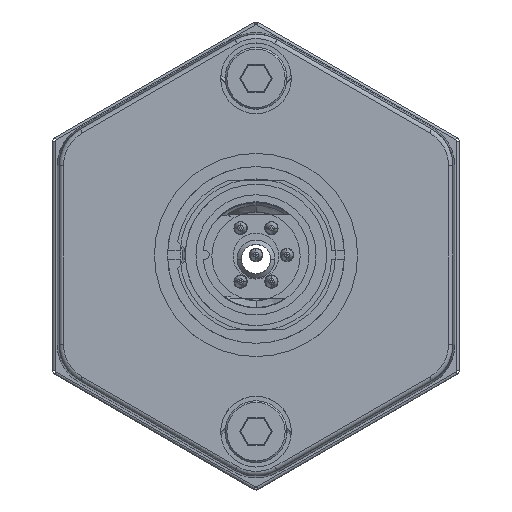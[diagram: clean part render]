
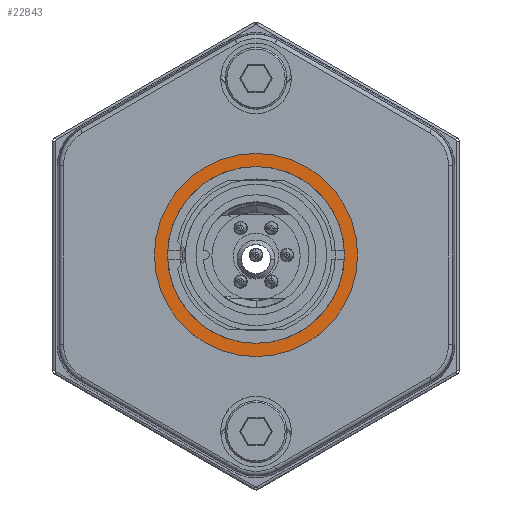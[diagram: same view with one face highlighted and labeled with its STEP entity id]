
A CAD part, top view. The second image highlights one B-rep face of the part: STEP entity #22843.
In plain terms, the highlighted planar face has unit normal (0, 0, 1).
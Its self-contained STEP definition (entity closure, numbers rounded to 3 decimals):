
#756 = CARTESIAN_POINT ( 'NONE',  ( 0., 0., 59.3 ) ) ;
#1953 = AXIS2_PLACEMENT_3D ( 'NONE', #23197, #3761, #26468 ) ;
#2238 = AXIS2_PLACEMENT_3D ( 'NONE', #30948, #11531, #34229 ) ;
#3761 = DIRECTION ( 'NONE',  ( 0., 0., 1. ) ) ;
#3988 = DIRECTION ( 'NONE',  ( 1., 0., 0. ) ) ;
#4743 = CARTESIAN_POINT ( 'NONE',  ( 2.958, -8.5, 59.3 ) ) ;
#4909 = AXIS2_PLACEMENT_3D ( 'NONE', #35951, #16527, #39181 ) ;
#6119 = ORIENTED_EDGE ( 'NONE', *, *, #27725, .T. ) ;
#6497 = ORIENTED_EDGE ( 'NONE', *, *, #34434, .T. ) ;
#6923 = DIRECTION ( 'NONE',  ( 1., 0., 0. ) ) ;
#8002 = VECTOR ( 'NONE', #12598, 1000. ) ;
#8103 = EDGE_CURVE ( 'NONE', #12200, #40266, #38125, .T. ) ;
#8189 = DIRECTION ( 'NONE',  ( 0., 0., 1. ) ) ;
#8453 = EDGE_LOOP ( 'NONE', ( #25843, #41527 ) ) ;
#9123 = CARTESIAN_POINT ( 'NONE',  ( -2.958, -8.5, 59.3 ) ) ;
#9330 = CARTESIAN_POINT ( 'NONE',  ( 0., 0., 59.3 ) ) ;
#9339 = CARTESIAN_POINT ( 'NONE',  ( -2.958, -8.5, 59.3 ) ) ;
#10023 = DIRECTION ( 'NONE',  ( 0., 0., -1. ) ) ;
#11032 = CARTESIAN_POINT ( 'NONE',  ( -2.958, 8.5, 59.3 ) ) ;
#11531 = DIRECTION ( 'NONE',  ( 0., 0., -1. ) ) ;
#12200 = VERTEX_POINT ( 'NONE', #25667 ) ;
#12592 = DIRECTION ( 'NONE',  ( 1., 0., 0. ) ) ;
#12598 = DIRECTION ( 'NONE',  ( -1., 0., 0. ) ) ;
#12613 = CARTESIAN_POINT ( 'NONE',  ( 2.958, 8.5, 59.3 ) ) ;
#15381 = VERTEX_POINT ( 'NONE', #12613 ) ;
#15618 = VECTOR ( 'NONE', #6923, 1000. ) ;
#16451 = CARTESIAN_POINT ( 'NONE',  ( -2.958, 8.5, 59.3 ) ) ;
#16527 = DIRECTION ( 'NONE',  ( 0., 0., 1. ) ) ;
#17242 = EDGE_LOOP ( 'NONE', ( #40048, #33358, #37160, #37033, #6497, #6119 ) ) ;
#17305 = AXIS2_PLACEMENT_3D ( 'NONE', #756, #23448, #3988 ) ;
#17924 = VERTEX_POINT ( 'NONE', #32483 ) ;
#18137 = CARTESIAN_POINT ( 'NONE',  ( 11.5, 0., 59.3 ) ) ;
#18845 = AXIS2_PLACEMENT_3D ( 'NONE', #27633, #8189, #30840 ) ;
#20160 = FACE_BOUND ( 'NONE', #17242, .T. ) ;
#21160 = FACE_OUTER_BOUND ( 'NONE', #8453, .T. ) ;
#22229 = EDGE_CURVE ( 'NONE', #33441, #33646, #33882, .T. ) ;
#22843 = ADVANCED_FACE ( 'NONE', ( #21160, #20160 ), #22916, .T. ) ;
#22916 = PLANE ( 'NONE',  #4909 ) ;
#23197 = CARTESIAN_POINT ( 'NONE',  ( 0., 0., 59.3 ) ) ;
#23448 = DIRECTION ( 'NONE',  ( 0., 0., 1. ) ) ;
#24386 = EDGE_CURVE ( 'NONE', #33646, #12200, #24530, .T. ) ;
#24530 = CIRCLE ( 'NONE', #2238, 9. ) ;
#24926 = EDGE_CURVE ( 'NONE', #15381, #33441, #32630, .T. ) ;
#25667 = CARTESIAN_POINT ( 'NONE',  ( -8.888, -1.416, 59.3 ) ) ;
#25843 = ORIENTED_EDGE ( 'NONE', *, *, #32212, .T. ) ;
#26468 = DIRECTION ( 'NONE',  ( 1., 0., 0. ) ) ;
#27633 = CARTESIAN_POINT ( 'NONE',  ( -10.3, 0., 59.3 ) ) ;
#27725 = EDGE_CURVE ( 'NONE', #40026, #15381, #41500, .T. ) ;
#27985 = CIRCLE ( 'NONE', #34407, 9. ) ;
#28015 = CIRCLE ( 'NONE', #17305, 11.5 ) ;
#28365 = VERTEX_POINT ( 'NONE', #18137 ) ;
#29497 = CARTESIAN_POINT ( 'NONE',  ( 0., 0., 59.3 ) ) ;
#29774 = CIRCLE ( 'NONE', #1953, 11.5 ) ;
#30840 = DIRECTION ( 'NONE',  ( 1., 0., 0. ) ) ;
#30948 = CARTESIAN_POINT ( 'NONE',  ( 0., 0., 59.3 ) ) ;
#31094 = AXIS2_PLACEMENT_3D ( 'NONE', #9330, #32034, #12592 ) ;
#32034 = DIRECTION ( 'NONE',  ( 0., 0., -1. ) ) ;
#32140 = CARTESIAN_POINT ( 'NONE',  ( -8.888, 1.416, 59.3 ) ) ;
#32212 = EDGE_CURVE ( 'NONE', #28365, #17924, #29774, .T. ) ;
#32483 = CARTESIAN_POINT ( 'NONE',  ( -11.5, 0., 59.3 ) ) ;
#32630 = CIRCLE ( 'NONE', #31094, 9. ) ;
#32738 = DIRECTION ( 'NONE',  ( 1., 0., 0. ) ) ;
#33358 = ORIENTED_EDGE ( 'NONE', *, *, #22229, .T. ) ;
#33441 = VERTEX_POINT ( 'NONE', #4743 ) ;
#33646 = VERTEX_POINT ( 'NONE', #9123 ) ;
#33722 = EDGE_CURVE ( 'NONE', #17924, #28365, #28015, .T. ) ;
#33882 = LINE ( 'NONE', #9339, #8002 ) ;
#34229 = DIRECTION ( 'NONE',  ( 1., 0., 0. ) ) ;
#34407 = AXIS2_PLACEMENT_3D ( 'NONE', #29497, #10023, #32738 ) ;
#34434 = EDGE_CURVE ( 'NONE', #40266, #40026, #27985, .T. ) ;
#35951 = CARTESIAN_POINT ( 'NONE',  ( 0., 0., 59.3 ) ) ;
#37033 = ORIENTED_EDGE ( 'NONE', *, *, #8103, .T. ) ;
#37160 = ORIENTED_EDGE ( 'NONE', *, *, #24386, .T. ) ;
#38125 = CIRCLE ( 'NONE', #18845, 2. ) ;
#39181 = DIRECTION ( 'NONE',  ( 1., 0., 0. ) ) ;
#40026 = VERTEX_POINT ( 'NONE', #11032 ) ;
#40048 = ORIENTED_EDGE ( 'NONE', *, *, #24926, .T. ) ;
#40266 = VERTEX_POINT ( 'NONE', #32140 ) ;
#41500 = LINE ( 'NONE', #16451, #15618 ) ;
#41527 = ORIENTED_EDGE ( 'NONE', *, *, #33722, .T. ) ;
